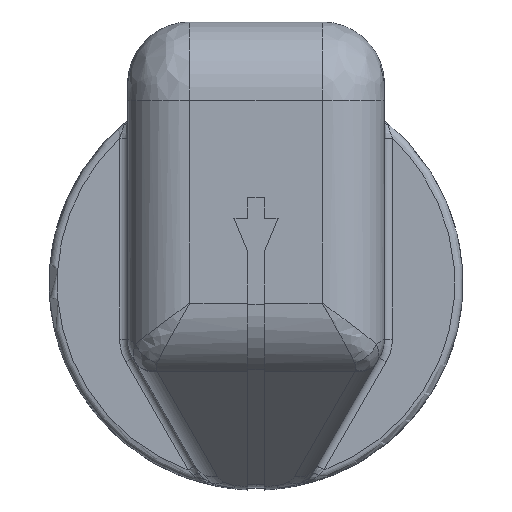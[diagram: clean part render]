
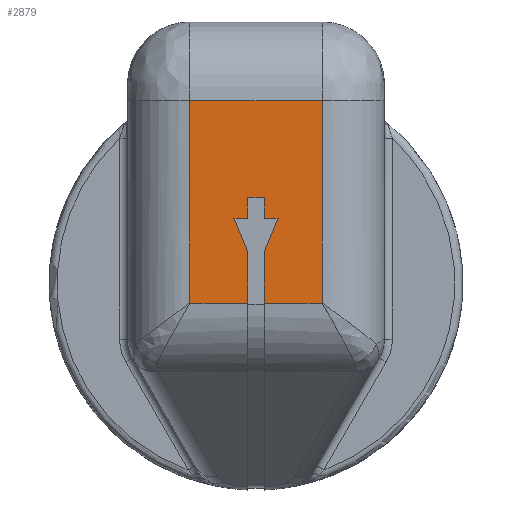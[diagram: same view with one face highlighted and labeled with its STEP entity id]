
A CAD part, top view. The second image highlights one B-rep face of the part: STEP entity #2879.
In plain terms, the highlighted planar face has unit normal (0, 0, 1).
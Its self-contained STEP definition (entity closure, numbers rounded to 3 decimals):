
#62=PLANE('',#3117);
#203=FACE_OUTER_BOUND('',#371,.T.);
#371=EDGE_LOOP('',(#2022,#2023,#2024,#2025,#2026,#2027,#2028,#2029,#2030,
#2031,#2032,#2033,#2034,#2035));
#653=LINE('',#4954,#863);
#655=LINE('',#5024,#865);
#658=LINE('',#5055,#868);
#659=LINE('',#5057,#869);
#660=LINE('',#5059,#870);
#661=LINE('',#5060,#871);
#662=LINE('',#5062,#872);
#663=LINE('',#5064,#873);
#664=LINE('',#5066,#874);
#665=LINE('',#5068,#875);
#666=LINE('',#5070,#876);
#667=LINE('',#5072,#877);
#668=LINE('',#5074,#878);
#669=LINE('',#5075,#879);
#863=VECTOR('',#3463,1000.);
#865=VECTOR('',#3473,1000.);
#868=VECTOR('',#3484,1000.);
#869=VECTOR('',#3485,1000.);
#870=VECTOR('',#3486,1000.);
#871=VECTOR('',#3487,1000.);
#872=VECTOR('',#3488,1000.);
#873=VECTOR('',#3489,1000.);
#874=VECTOR('',#3490,1000.);
#875=VECTOR('',#3491,1000.);
#876=VECTOR('',#3492,1000.);
#877=VECTOR('',#3493,1000.);
#878=VECTOR('',#3494,1000.);
#879=VECTOR('',#3495,1000.);
#1238=VERTEX_POINT('',#4951);
#1239=VERTEX_POINT('',#4953);
#1243=VERTEX_POINT('',#5004);
#1247=VERTEX_POINT('',#5015);
#1253=VERTEX_POINT('',#5054);
#1254=VERTEX_POINT('',#5056);
#1255=VERTEX_POINT('',#5058);
#1256=VERTEX_POINT('',#5061);
#1257=VERTEX_POINT('',#5063);
#1258=VERTEX_POINT('',#5065);
#1259=VERTEX_POINT('',#5067);
#1260=VERTEX_POINT('',#5069);
#1261=VERTEX_POINT('',#5071);
#1262=VERTEX_POINT('',#5073);
#1539=EDGE_CURVE('',#1239,#1238,#653,.T.);
#1548=EDGE_CURVE('',#1243,#1247,#655,.T.);
#1555=EDGE_CURVE('',#1243,#1253,#658,.T.);
#1556=EDGE_CURVE('',#1247,#1254,#659,.T.);
#1557=EDGE_CURVE('',#1255,#1254,#660,.T.);
#1558=EDGE_CURVE('',#1239,#1255,#661,.T.);
#1559=EDGE_CURVE('',#1256,#1238,#662,.T.);
#1560=EDGE_CURVE('',#1257,#1256,#663,.T.);
#1561=EDGE_CURVE('',#1258,#1257,#664,.T.);
#1562=EDGE_CURVE('',#1259,#1258,#665,.T.);
#1563=EDGE_CURVE('',#1260,#1259,#666,.T.);
#1564=EDGE_CURVE('',#1261,#1260,#667,.T.);
#1565=EDGE_CURVE('',#1262,#1261,#668,.T.);
#1566=EDGE_CURVE('',#1253,#1262,#669,.T.);
#2022=ORIENTED_EDGE('',*,*,#1555,.F.);
#2023=ORIENTED_EDGE('',*,*,#1548,.T.);
#2024=ORIENTED_EDGE('',*,*,#1556,.T.);
#2025=ORIENTED_EDGE('',*,*,#1557,.F.);
#2026=ORIENTED_EDGE('',*,*,#1558,.F.);
#2027=ORIENTED_EDGE('',*,*,#1539,.T.);
#2028=ORIENTED_EDGE('',*,*,#1559,.F.);
#2029=ORIENTED_EDGE('',*,*,#1560,.F.);
#2030=ORIENTED_EDGE('',*,*,#1561,.F.);
#2031=ORIENTED_EDGE('',*,*,#1562,.F.);
#2032=ORIENTED_EDGE('',*,*,#1563,.F.);
#2033=ORIENTED_EDGE('',*,*,#1564,.F.);
#2034=ORIENTED_EDGE('',*,*,#1565,.F.);
#2035=ORIENTED_EDGE('',*,*,#1566,.F.);
#2879=ADVANCED_FACE('',(#203),#62,.T.);
#3117=AXIS2_PLACEMENT_3D('',#5053,#3482,#3483);
#3463=DIRECTION('',(1.,0.,0.));
#3473=DIRECTION('',(1.,0.,0.));
#3482=DIRECTION('center_axis',(0.,0.,1.));
#3483=DIRECTION('ref_axis',(1.,0.,0.));
#3484=DIRECTION('',(0.,1.,0.));
#3485=DIRECTION('',(0.,1.,0.));
#3486=DIRECTION('',(1.,0.,0.));
#3487=DIRECTION('',(0.,1.,0.));
#3488=DIRECTION('',(0.,-1.,0.));
#3489=DIRECTION('',(0.383,-0.924,0.));
#3490=DIRECTION('',(-1.,0.,0.));
#3491=DIRECTION('',(0.,-1.,0.));
#3492=DIRECTION('',(-1.,0.,0.));
#3493=DIRECTION('',(0.,1.,0.));
#3494=DIRECTION('',(-1.,0.,0.));
#3495=DIRECTION('',(0.383,0.924,0.));
#4951=CARTESIAN_POINT('',(-0.508,-1.262,19.05));
#4953=CARTESIAN_POINT('',(-4.064,-1.262,19.05));
#4954=CARTESIAN_POINT('',(0.,-1.262,19.05));
#5004=CARTESIAN_POINT('',(0.508,-1.262,19.05));
#5015=CARTESIAN_POINT('',(4.064,-1.262,19.05));
#5024=CARTESIAN_POINT('',(0.,-1.262,19.05));
#5053=CARTESIAN_POINT('Origin',(0.,16.002,19.05));
#5054=CARTESIAN_POINT('',(0.508,1.903,19.05));
#5055=CARTESIAN_POINT('',(0.508,-1.31,19.05));
#5056=CARTESIAN_POINT('',(4.064,11.176,19.05));
#5057=CARTESIAN_POINT('',(4.064,8.827,19.05));
#5058=CARTESIAN_POINT('',(-4.064,11.176,19.05));
#5059=CARTESIAN_POINT('',(0.,11.176,19.05));
#5060=CARTESIAN_POINT('',(-4.064,8.827,19.05));
#5061=CARTESIAN_POINT('',(-0.508,1.903,19.05));
#5062=CARTESIAN_POINT('',(-0.508,1.903,19.05));
#5063=CARTESIAN_POINT('',(-1.354,3.945,19.05));
#5064=CARTESIAN_POINT('',(-0.508,1.903,19.05));
#5065=CARTESIAN_POINT('',(-0.508,3.945,19.05));
#5066=CARTESIAN_POINT('',(-1.354,3.945,19.05));
#5067=CARTESIAN_POINT('',(-0.508,5.215,19.05));
#5068=CARTESIAN_POINT('',(-0.508,3.945,19.05));
#5069=CARTESIAN_POINT('',(0.508,5.215,19.05));
#5070=CARTESIAN_POINT('',(-0.508,5.215,19.05));
#5071=CARTESIAN_POINT('',(0.508,3.945,19.05));
#5072=CARTESIAN_POINT('',(0.508,5.215,19.05));
#5073=CARTESIAN_POINT('',(1.354,3.945,19.05));
#5074=CARTESIAN_POINT('',(0.508,3.945,19.05));
#5075=CARTESIAN_POINT('',(1.354,3.945,19.05));
